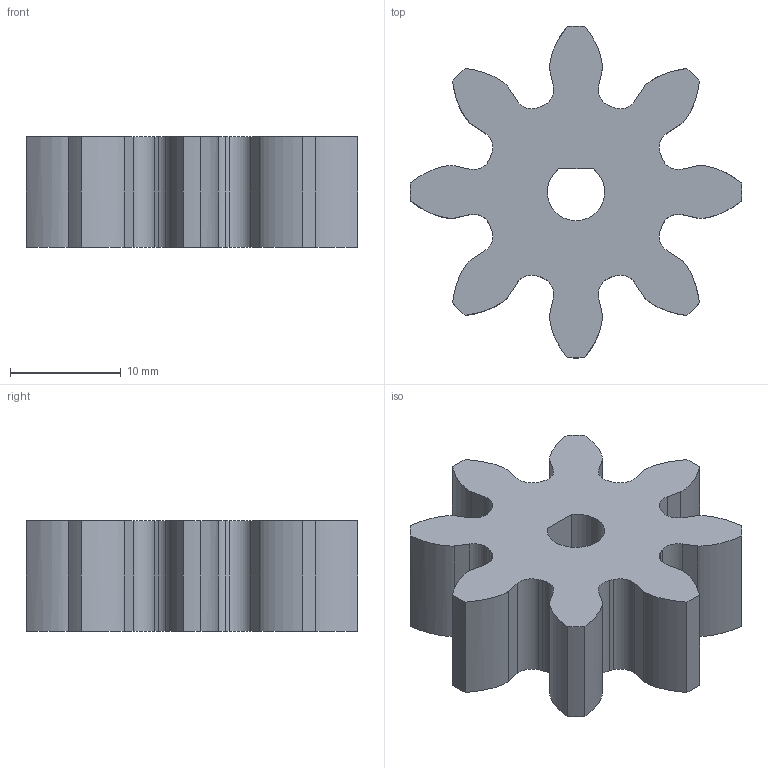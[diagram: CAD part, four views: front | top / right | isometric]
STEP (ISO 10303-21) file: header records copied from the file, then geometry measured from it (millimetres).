
FILE_DESCRIPTION(/* description */ (''),/* implementation_level */ '2;1');
FILE_NAME(/* name */ 'base driver spur gear v1.step',/* time_stamp */ '2024-03-11T22:01:17+01:00',/* author */ (''),/* organization */ (''),/* preprocessor_version */ 'ST-DEVELOPER v20',/* originating_system */ 'Autodesk Translation Framework v12.20.1.177',/* authorisation */ '');
FILE_SCHEMA (('AUTOMOTIVE_DESIGN { 1 0 10303 214 3 1 1 }'));
Length unit declared in the file: millimetre
Products named in the file (2): base driver spur gear; Spur Gear (8 teeth)
Assembly tree (1 placements, depth 2):
  base driver spur gear
    Spur Gear (8 teeth)
Bounding box: 30 x 30 x 10 mm (x, y, z)
Volume: 4137.6 mm3; surface area: 2434.2 mm2
Topology: 1 solids, 1 shells, 68 faces, 198 edges, 132 vertices
Faces by surface type: cylinder 33, plane 19, bspline 16
Entity records: 6924 total; most frequent: CARTESIAN_POINT 5153, ORIENTED_EDGE 396, DIRECTION 342, EDGE_CURVE 198, VERTEX_POINT 132, AXIS2_PLACEMENT_3D 121, LINE 100, VECTOR 100
